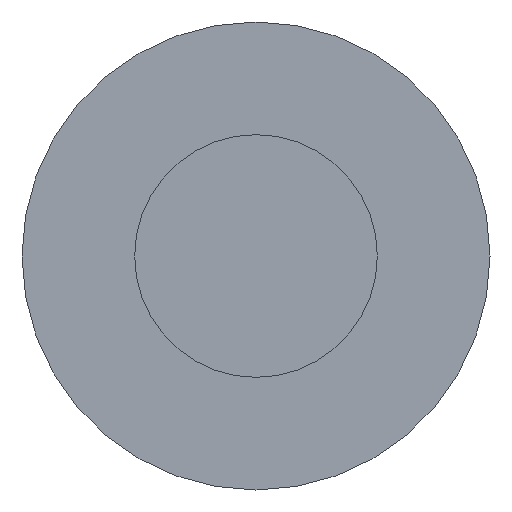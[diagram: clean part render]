
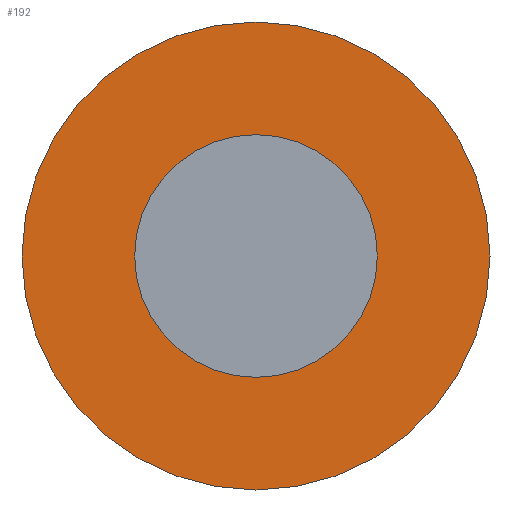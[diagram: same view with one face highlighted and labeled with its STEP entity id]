
A CAD part, left-side view. The second image highlights one B-rep face of the part: STEP entity #192.
In plain terms, the highlighted planar face has unit normal (-1, 0, 0).
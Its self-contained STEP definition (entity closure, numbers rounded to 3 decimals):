
#4 = EDGE_LOOP ( 'NONE', ( #35, #169 ) ) ;
#25 = CARTESIAN_POINT ( 'NONE',  ( 0., 0., 0. ) ) ;
#35 = ORIENTED_EDGE ( 'NONE', *, *, #326, .F. ) ;
#38 = VERTEX_POINT ( 'NONE', #65 ) ;
#39 = AXIS2_PLACEMENT_3D ( 'NONE', #25, #133, #307 ) ;
#55 = CARTESIAN_POINT ( 'NONE',  ( 0., 0., 0. ) ) ;
#65 = CARTESIAN_POINT ( 'NONE',  ( 0., 0., 3.5 ) ) ;
#71 = CIRCLE ( 'NONE', #249, 3.5 ) ;
#75 = DIRECTION ( 'NONE',  ( 1., 0., 0. ) ) ;
#76 = PLANE ( 'NONE',  #309 ) ;
#80 = FACE_OUTER_BOUND ( 'NONE', #239, .T. ) ;
#82 = DIRECTION ( 'NONE',  ( 0., 0., 1. ) ) ;
#96 = VERTEX_POINT ( 'NONE', #200 ) ;
#97 = EDGE_CURVE ( 'NONE', #327, #116, #330, .T. ) ;
#106 = FACE_BOUND ( 'NONE', #4, .T. ) ;
#114 = ORIENTED_EDGE ( 'NONE', *, *, #97, .T. ) ;
#116 = VERTEX_POINT ( 'NONE', #254 ) ;
#122 = CIRCLE ( 'NONE', #39, 6.75 ) ;
#133 = DIRECTION ( 'NONE',  ( -1., 0., 0. ) ) ;
#135 = DIRECTION ( 'NONE',  ( -1., 0., 0. ) ) ;
#153 = CARTESIAN_POINT ( 'NONE',  ( 0., 0., 0. ) ) ;
#159 = CARTESIAN_POINT ( 'NONE',  ( 0., 0., 0. ) ) ;
#160 = DIRECTION ( 'NONE',  ( 0., 0., -1. ) ) ;
#161 = CARTESIAN_POINT ( 'NONE',  ( 0., 0., 6.75 ) ) ;
#165 = EDGE_CURVE ( 'NONE', #116, #327, #122, .T. ) ;
#169 = ORIENTED_EDGE ( 'NONE', *, *, #242, .F. ) ;
#180 = AXIS2_PLACEMENT_3D ( 'NONE', #153, #270, #202 ) ;
#192 = ADVANCED_FACE ( 'NONE', ( #106, #80 ), #76, .F. ) ;
#200 = CARTESIAN_POINT ( 'NONE',  ( 0., 0., -3.5 ) ) ;
#202 = DIRECTION ( 'NONE',  ( 0., 0., 1. ) ) ;
#212 = DIRECTION ( 'NONE',  ( 0., 0., 1. ) ) ;
#239 = EDGE_LOOP ( 'NONE', ( #114, #288 ) ) ;
#242 = EDGE_CURVE ( 'NONE', #96, #38, #71, .T. ) ;
#249 = AXIS2_PLACEMENT_3D ( 'NONE', #55, #260, #212 ) ;
#254 = CARTESIAN_POINT ( 'NONE',  ( 0., 0., -6.75 ) ) ;
#260 = DIRECTION ( 'NONE',  ( -1., 0., 0. ) ) ;
#261 = CIRCLE ( 'NONE', #317, 3.5 ) ;
#263 = CARTESIAN_POINT ( 'NONE',  ( 0., 3.5, 0. ) ) ;
#270 = DIRECTION ( 'NONE',  ( -1., 0., 0. ) ) ;
#288 = ORIENTED_EDGE ( 'NONE', *, *, #165, .T. ) ;
#307 = DIRECTION ( 'NONE',  ( 0., 0., 1. ) ) ;
#309 = AXIS2_PLACEMENT_3D ( 'NONE', #263, #75, #160 ) ;
#317 = AXIS2_PLACEMENT_3D ( 'NONE', #159, #135, #82 ) ;
#326 = EDGE_CURVE ( 'NONE', #38, #96, #261, .T. ) ;
#327 = VERTEX_POINT ( 'NONE', #161 ) ;
#330 = CIRCLE ( 'NONE', #180, 6.75 ) ;
